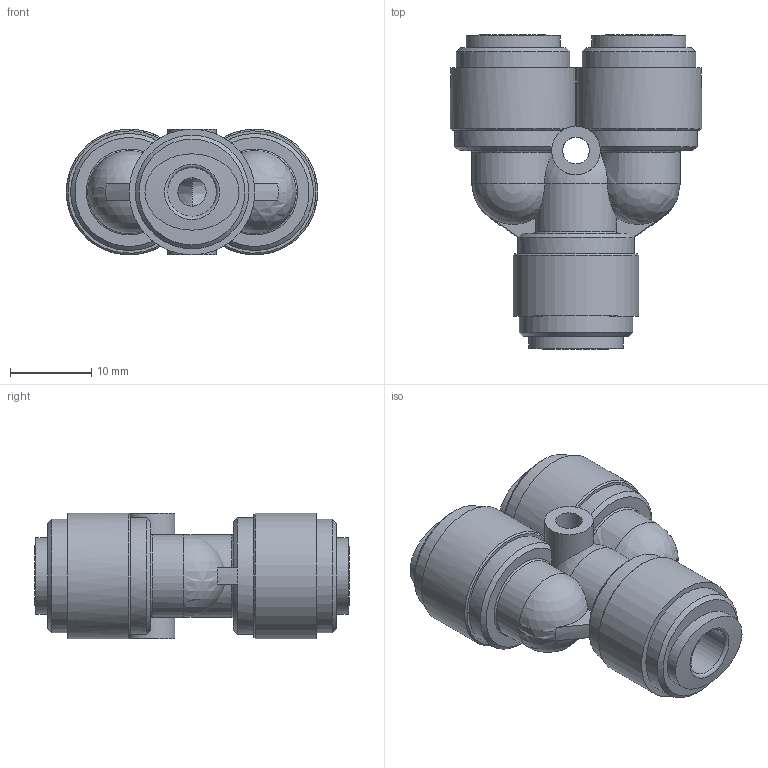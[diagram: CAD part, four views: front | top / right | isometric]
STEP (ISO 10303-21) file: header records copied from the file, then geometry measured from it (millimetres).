
FILE_DESCRIPTION((''),'2;1');
FILE_NAME('Fluidfit Products 3D Ass''HUY 0606.stp','2011-11-04T13:22:59',('Microsoft'),(''),'Autodesk Inventor 2008','Autodesk Inventor 2008','');
FILE_SCHEMA(('AUTOMOTIVE_DESIGN { 1 0 10303 214 1 1 1 1 }'));
Length unit declared in the file: millimetre
Products named in the file (1): HUY 0606
Bounding box: 31 x 38.8 x 15.5 mm (x, y, z)
Volume: 7621.3 mm3; surface area: 4645.2 mm2
Topology: 1 solids, 1 shells, 73 faces, 186 edges, 115 vertices
Faces by surface type: bspline 29, plane 17, cylinder 14, cone 7, torus 3, sphere 3
Full cylindrical faces by diameter (mm): 3.3 x1, 6 x4, 14 x2, 14.4 x1, 15.5 x1
Entity records: 3101 total; most frequent: CARTESIAN_POINT 1563, ORIENTED_EDGE 310, DIRECTION 282, EDGE_CURVE 155, AXIS2_PLACEMENT_3D 129, VERTEX_POINT 113, EDGE_LOOP 108, CIRCLE 75
